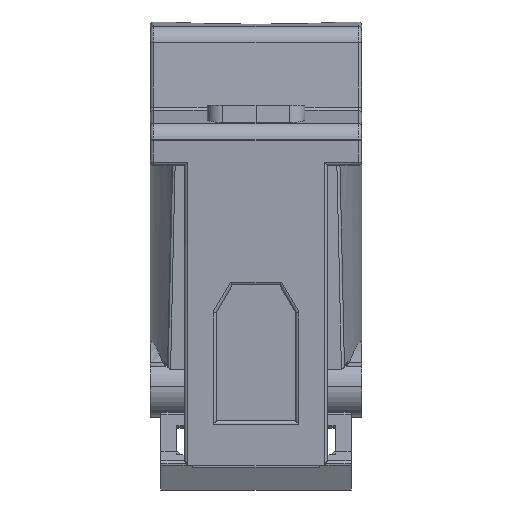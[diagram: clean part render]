
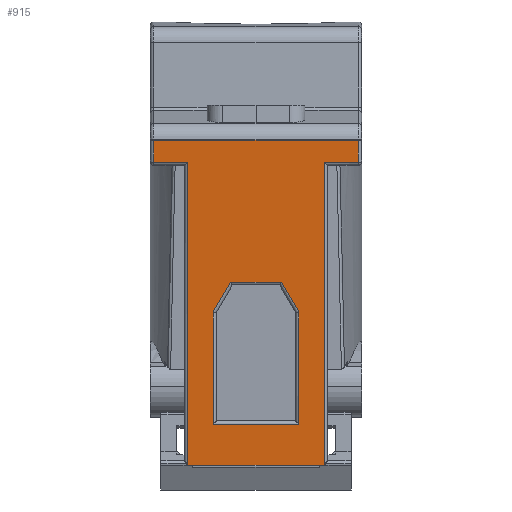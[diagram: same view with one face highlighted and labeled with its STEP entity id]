
A CAD part, front view. The second image highlights one B-rep face of the part: STEP entity #915.
In plain terms, the highlighted planar face has unit normal (0, -0.996, -0.087).
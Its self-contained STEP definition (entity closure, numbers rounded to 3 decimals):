
#915=ADVANCED_FACE('',(#2339,#2340),#2341,.T.);
#2339=FACE_BOUND('',#4253,.T.);
#2340=FACE_OUTER_BOUND('',#4254,.T.);
#2341=PLANE('',#4255);
#4253=EDGE_LOOP('',(#7329,#7330,#7331,#7332,#7333,#7334));
#4254=EDGE_LOOP('',(#7335,#7336,#7337,#7338,#7339,#7340,#7341,#7342));
#4255=AXIS2_PLACEMENT_3D('',#7343,#7344,#7345);
#7329=ORIENTED_EDGE('',*,*,#12501,.T.);
#7330=ORIENTED_EDGE('',*,*,#11792,.T.);
#7331=ORIENTED_EDGE('',*,*,#12502,.T.);
#7332=ORIENTED_EDGE('',*,*,#12503,.T.);
#7333=ORIENTED_EDGE('',*,*,#12504,.T.);
#7334=ORIENTED_EDGE('',*,*,#11797,.T.);
#7335=ORIENTED_EDGE('',*,*,#12505,.T.);
#7336=ORIENTED_EDGE('',*,*,#12506,.T.);
#7337=ORIENTED_EDGE('',*,*,#12507,.F.);
#7338=ORIENTED_EDGE('',*,*,#12508,.T.);
#7339=ORIENTED_EDGE('',*,*,#12509,.T.);
#7340=ORIENTED_EDGE('',*,*,#12510,.T.);
#7341=ORIENTED_EDGE('',*,*,#12511,.T.);
#7342=ORIENTED_EDGE('',*,*,#12512,.T.);
#7343=CARTESIAN_POINT('',(26.6,3.588,3.1));
#7344=DIRECTION('',(-0.0,-0.996,-0.087));
#7345=DIRECTION('',(-1.0,0.0,0.0));
#11792=EDGE_CURVE('',#14083,#14081,#14084,.T.);
#11797=EDGE_CURVE('',#14092,#14090,#14093,.T.);
#12501=EDGE_CURVE('',#14090,#14083,#15254,.T.);
#12502=EDGE_CURVE('',#14081,#15255,#15256,.T.);
#12503=EDGE_CURVE('',#15255,#15257,#15258,.T.);
#12504=EDGE_CURVE('',#15257,#14092,#15259,.T.);
#12505=EDGE_CURVE('',#15260,#15261,#15262,.T.);
#12506=EDGE_CURVE('',#15261,#15263,#15264,.T.);
#12507=EDGE_CURVE('',#15265,#15263,#15266,.T.);
#12508=EDGE_CURVE('',#15265,#15267,#15268,.T.);
#12509=EDGE_CURVE('',#15267,#15269,#15270,.T.);
#12510=EDGE_CURVE('',#15269,#15271,#15272,.T.);
#12511=EDGE_CURVE('',#15271,#15273,#15274,.T.);
#12512=EDGE_CURVE('',#15273,#15260,#15275,.T.);
#14081=VERTEX_POINT('',#17409);
#14083=VERTEX_POINT('',#17411);
#14084=LINE('',#17412,#17413);
#14090=VERTEX_POINT('',#17420);
#14092=VERTEX_POINT('',#17422);
#14093=LINE('',#17423,#17424);
#15254=LINE('',#19451,#19452);
#15255=VERTEX_POINT('',#19453);
#15256=LINE('',#19454,#19455);
#15257=VERTEX_POINT('',#19456);
#15258=LINE('',#19457,#19458);
#15259=LINE('',#19459,#19460);
#15260=VERTEX_POINT('',#19461);
#15261=VERTEX_POINT('',#19462);
#15262=LINE('',#19463,#19464);
#15263=VERTEX_POINT('',#19465);
#15264=LINE('',#19466,#19467);
#15265=VERTEX_POINT('',#19468);
#15266=LINE('',#19469,#19470);
#15267=VERTEX_POINT('',#19471);
#15268=LINE('',#19472,#19473);
#15269=VERTEX_POINT('',#19474);
#15270=LINE('',#19475,#19476);
#15271=VERTEX_POINT('',#19477);
#15272=LINE('',#19478,#19479);
#15273=VERTEX_POINT('',#19480);
#15274=LINE('',#19481,#19482);
#15275=LINE('',#19483,#19484);
#17409=CARTESIAN_POINT('',(18.7,1.896,22.434));
#17411=CARTESIAN_POINT('',(16.502,1.566,26.212));
#17412=CARTESIAN_POINT('',(18.646,1.888,22.526));
#17413=VECTOR('',#23224,1.0);
#17420=CARTESIAN_POINT('',(10.098,1.566,26.212));
#17422=CARTESIAN_POINT('',(7.9,1.896,22.434));
#17423=CARTESIAN_POINT('',(9.983,1.583,26.013));
#17424=VECTOR('',#23232,1.0);
#19451=CARTESIAN_POINT('',(16.271,1.566,26.212));
#19452=VECTOR('',#24209,1.0);
#19453=CARTESIAN_POINT('',(18.7,3.135,8.28));
#19454=CARTESIAN_POINT('',(18.7,3.1,8.679));
#19455=VECTOR('',#24210,1.0);
#19456=CARTESIAN_POINT('',(7.9,3.135,8.28));
#19457=CARTESIAN_POINT('',(8.3,3.135,8.28));
#19458=VECTOR('',#24211,1.0);
#19459=CARTESIAN_POINT('',(7.9,1.906,22.327));
#19460=VECTOR('',#24212,1.0);
#19461=CARTESIAN_POINT('',(0.4,0.246,41.291));
#19462=CARTESIAN_POINT('',(4.7,0.246,41.291));
#19463=CARTESIAN_POINT('',(26.6,0.246,41.291));
#19464=VECTOR('',#24213,1.0);
#19465=CARTESIAN_POINT('',(4.7,3.588,3.1));
#19466=CARTESIAN_POINT('',(4.7,3.588,3.1));
#19467=VECTOR('',#24214,1.0);
#19468=CARTESIAN_POINT('',(21.9,3.588,3.1));
#19469=CARTESIAN_POINT('',(26.6,3.588,3.1));
#19470=VECTOR('',#24215,1.0);
#19471=CARTESIAN_POINT('',(21.9,0.246,41.291));
#19472=CARTESIAN_POINT('',(21.9,3.588,3.1));
#19473=VECTOR('',#24216,1.0);
#19474=CARTESIAN_POINT('',(26.2,0.246,41.291));
#19475=CARTESIAN_POINT('',(26.6,0.246,41.291));
#19476=VECTOR('',#24217,1.0);
#19477=CARTESIAN_POINT('',(26.2,0.005,44.048));
#19478=CARTESIAN_POINT('',(26.2,3.588,3.1));
#19479=VECTOR('',#24218,1.0);
#19480=CARTESIAN_POINT('',(0.4,0.005,44.048));
#19481=CARTESIAN_POINT('',(26.6,0.005,44.048));
#19482=VECTOR('',#24219,1.0);
#19483=CARTESIAN_POINT('',(0.4,0.288,40.816));
#19484=VECTOR('',#24220,1.0);
#23224=DIRECTION('',(0.502,0.075,-0.862));
#23232=DIRECTION('',(0.502,-0.075,0.862));
#24209=DIRECTION('',(1.0,0.0,0.0));
#24210=DIRECTION('',(0.0,0.087,-0.996));
#24211=DIRECTION('',(-1.0,0.0,0.0));
#24212=DIRECTION('',(0.0,-0.087,0.996));
#24213=DIRECTION('',(1.0,0.0,0.0));
#24214=DIRECTION('',(0.0,0.087,-0.996));
#24215=DIRECTION('',(-1.0,0.0,0.0));
#24216=DIRECTION('',(0.0,-0.087,0.996));
#24217=DIRECTION('',(1.0,0.0,0.0));
#24218=DIRECTION('',(0.0,-0.087,0.996));
#24219=DIRECTION('',(-1.0,0.0,0.0));
#24220=DIRECTION('',(0.0,0.087,-0.996));
